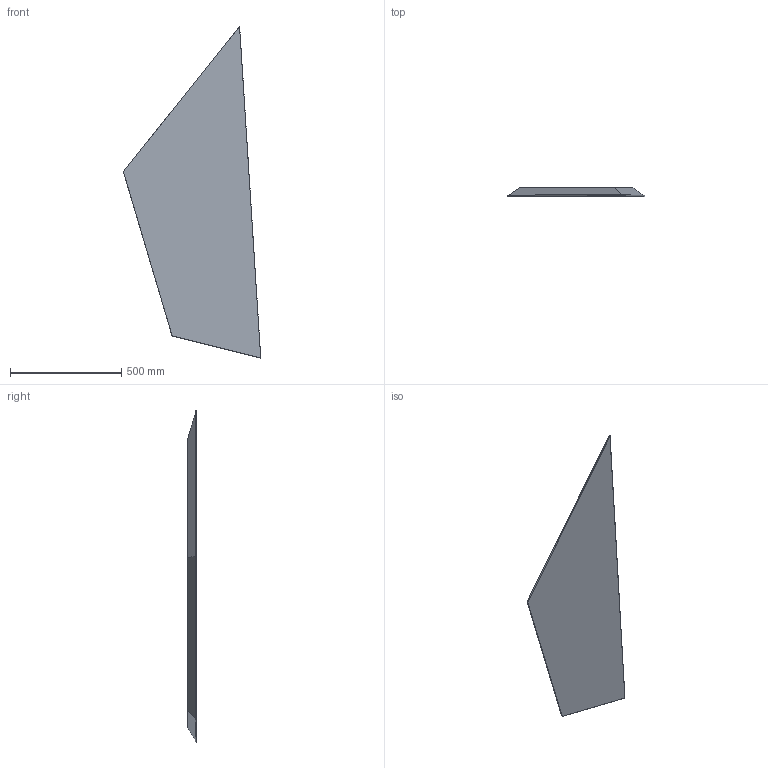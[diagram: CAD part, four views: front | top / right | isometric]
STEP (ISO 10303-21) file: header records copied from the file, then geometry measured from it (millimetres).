
FILE_DESCRIPTION(/* description */ (''),/* implementation_level */ '2;1');
FILE_NAME(/* name */ '168322 - mirage sagomato modA',/* time_stamp */ '2014-07-31T12:24:58+02:00',/* author */ (''),/* organization */ (''),/* preprocessor_version */ 'ST-DEVELOPER v10',/* originating_system */ '',/* authorisation */ '');
FILE_SCHEMA (('CONFIG_CONTROL_DESIGN'));
Length unit declared in the file: millimetre
Products named in the file (1): 1
Bounding box: 617.12 x 38.08 x 1489.76 mm (x, y, z)
Volume: 7843192.1 mm3; surface area: 1857574.8 mm2
Topology: 2 solids, 2 shells, 14 faces, 48 edges, 36 vertices
Faces by surface type: bspline 8, plane 6
Entity records: 1569 total; most frequent: CARTESIAN_POINT 1229, ORIENTED_EDGE 56, EDGE_CURVE 28, B_SPLINE_CURVE_WITH_KNOTS 28, DIRECTION 22, COMPOSITE_CURVE_SEGMENT 20, VERTEX_POINT 16, ADVANCED_FACE 14
